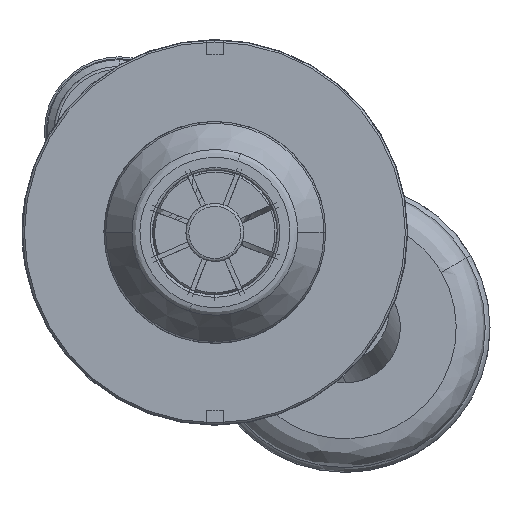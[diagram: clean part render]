
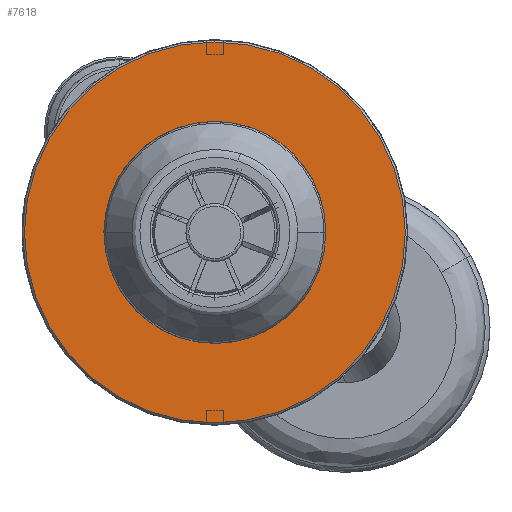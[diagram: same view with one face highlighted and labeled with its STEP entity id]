
A CAD part, left-side view. The second image highlights one B-rep face of the part: STEP entity #7618.
In plain terms, the highlighted planar face has unit normal (1, 0, 0).
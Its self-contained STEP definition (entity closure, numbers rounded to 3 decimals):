
#517 = DIRECTION ( 'NONE',  ( 0., 0., 1. ) ) ;
#805 = DIRECTION ( 'NONE',  ( 1., 0., 0. ) ) ;
#1288 = VERTEX_POINT ( 'NONE', #5902 ) ;
#1341 = EDGE_CURVE ( 'NONE', #4334, #11408, #3114, .T. ) ;
#1782 = EDGE_CURVE ( 'NONE', #9040, #1288, #2914, .T. ) ;
#2197 = CARTESIAN_POINT ( 'NONE',  ( -132.5, 0., 0. ) ) ;
#2259 = DIRECTION ( 'NONE',  ( 0., 0., -1. ) ) ;
#2436 = DIRECTION ( 'NONE',  ( -1., 0., 0. ) ) ;
#2777 = FACE_BOUND ( 'NONE', #16460, .T. ) ;
#2914 = CIRCLE ( 'NONE', #9362, 10.2 ) ;
#3114 = CIRCLE ( 'NONE', #16265, 19.75 ) ;
#4260 = CARTESIAN_POINT ( 'NONE',  ( -132.5, 0., 0. ) ) ;
#4334 = VERTEX_POINT ( 'NONE', #5808 ) ;
#5318 = ORIENTED_EDGE ( 'NONE', *, *, #6131, .T. ) ;
#5646 = FACE_OUTER_BOUND ( 'NONE', #15343, .T. ) ;
#5808 = CARTESIAN_POINT ( 'NONE',  ( -132.5, 0., -19.75 ) ) ;
#5856 = DIRECTION ( 'NONE',  ( -1., 0., 0. ) ) ;
#5902 = CARTESIAN_POINT ( 'NONE',  ( -132.5, 0., -10.2 ) ) ;
#6131 = EDGE_CURVE ( 'NONE', #11408, #4334, #7509, .T. ) ;
#6354 = ORIENTED_EDGE ( 'NONE', *, *, #1341, .T. ) ;
#7509 = CIRCLE ( 'NONE', #10500, 19.75 ) ;
#7618 = ADVANCED_FACE ( 'NONE', ( #5646, #2777 ), #8669, .T. ) ;
#8088 = AXIS2_PLACEMENT_3D ( 'NONE', #8785, #805, #11537 ) ;
#8669 = PLANE ( 'NONE',  #8088 ) ;
#8785 = CARTESIAN_POINT ( 'NONE',  ( -132.5, 0., -19.95 ) ) ;
#9040 = VERTEX_POINT ( 'NONE', #11874 ) ;
#9362 = AXIS2_PLACEMENT_3D ( 'NONE', #10289, #2436, #11676 ) ;
#10289 = CARTESIAN_POINT ( 'NONE',  ( -132.5, 0., 0. ) ) ;
#10500 = AXIS2_PLACEMENT_3D ( 'NONE', #2197, #11433, #2259 ) ;
#10997 = ORIENTED_EDGE ( 'NONE', *, *, #1782, .T. ) ;
#11097 = DIRECTION ( 'NONE',  ( 1., 0., 0. ) ) ;
#11408 = VERTEX_POINT ( 'NONE', #15102 ) ;
#11433 = DIRECTION ( 'NONE',  ( 1., 0., 0. ) ) ;
#11537 = DIRECTION ( 'NONE',  ( 0., 0., -1. ) ) ;
#11676 = DIRECTION ( 'NONE',  ( 0., 0., 1. ) ) ;
#11874 = CARTESIAN_POINT ( 'NONE',  ( -132.5, 0., 10.2 ) ) ;
#12370 = DIRECTION ( 'NONE',  ( 0., 0., -1. ) ) ;
#15018 = CARTESIAN_POINT ( 'NONE',  ( -132.5, 0., 0. ) ) ;
#15102 = CARTESIAN_POINT ( 'NONE',  ( -132.5, 0., 19.75 ) ) ;
#15270 = EDGE_CURVE ( 'NONE', #1288, #9040, #15834, .T. ) ;
#15343 = EDGE_LOOP ( 'NONE', ( #6354, #5318 ) ) ;
#15834 = CIRCLE ( 'NONE', #15961, 10.2 ) ;
#15961 = AXIS2_PLACEMENT_3D ( 'NONE', #4260, #5856, #517 ) ;
#16265 = AXIS2_PLACEMENT_3D ( 'NONE', #15018, #11097, #12370 ) ;
#16460 = EDGE_LOOP ( 'NONE', ( #10997, #16944 ) ) ;
#16944 = ORIENTED_EDGE ( 'NONE', *, *, #15270, .T. ) ;
